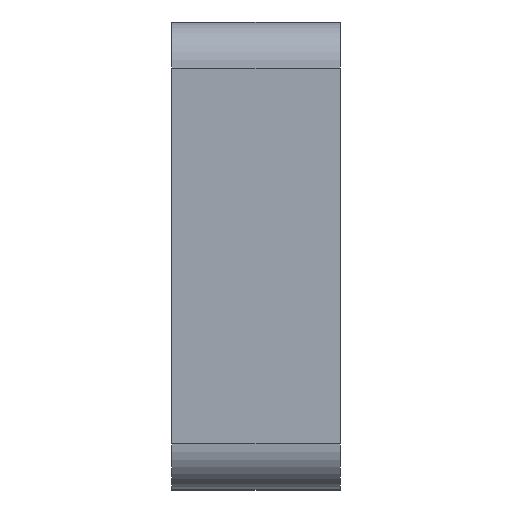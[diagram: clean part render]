
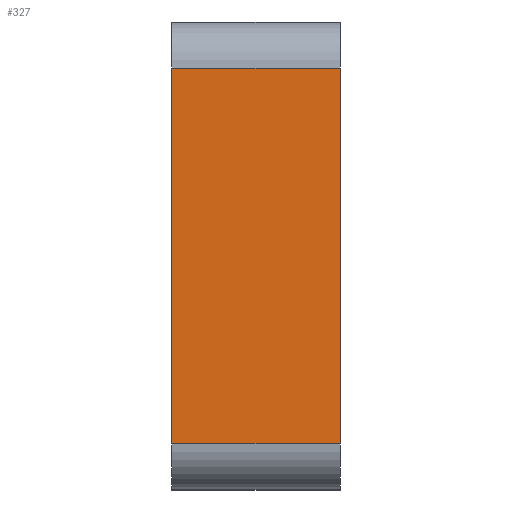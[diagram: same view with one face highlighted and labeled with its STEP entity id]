
A CAD part, left-side view. The second image highlights one B-rep face of the part: STEP entity #327.
In plain terms, the highlighted planar face has unit normal (-1, 0, 0).
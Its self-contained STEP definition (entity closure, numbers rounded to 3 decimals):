
#269=CARTESIAN_POINT('',(-9.6,-1.1,1.3));
#270=VERTEX_POINT('',#269);
#279=CARTESIAN_POINT('',(-9.6,1.1,1.3));
#280=VERTEX_POINT('',#279);
#288=CARTESIAN_POINT('',(-9.6,1.1,1.3));
#289=DIRECTION('',(0.0,-1.0,0.0));
#290=VECTOR('',#289,2.2);
#291=LINE('',#288,#290);
#292=EDGE_CURVE('',#280,#270,#291,.T.);
#297=CARTESIAN_POINT('',(-9.6,1.1,-3.6));
#298=DIRECTION('',(-1.0,0.0,0.0));
#299=DIRECTION('',(0.0,0.0,1.0));
#300=AXIS2_PLACEMENT_3D('',#297,#298,#299);
#301=PLANE('',#300);
#302=CARTESIAN_POINT('',(-9.6,-1.1,-3.6));
#303=VERTEX_POINT('',#302);
#304=CARTESIAN_POINT('',(-9.6,-1.1,-3.6));
#305=DIRECTION('',(0.0,0.0,1.0));
#306=VECTOR('',#305,4.9);
#307=LINE('',#304,#306);
#308=EDGE_CURVE('',#303,#270,#307,.T.);
#309=ORIENTED_EDGE('',*,*,#308,.T.);
#310=ORIENTED_EDGE('',*,*,#292,.F.);
#311=CARTESIAN_POINT('',(-9.6,1.1,-3.6));
#312=VERTEX_POINT('',#311);
#313=CARTESIAN_POINT('',(-9.6,1.1,1.3));
#314=DIRECTION('',(0.0,0.0,-1.0));
#315=VECTOR('',#314,4.9);
#316=LINE('',#313,#315);
#317=EDGE_CURVE('',#280,#312,#316,.T.);
#318=ORIENTED_EDGE('',*,*,#317,.T.);
#319=CARTESIAN_POINT('',(-9.6,1.1,-3.6));
#320=DIRECTION('',(0.0,-1.0,0.0));
#321=VECTOR('',#320,2.2);
#322=LINE('',#319,#321);
#323=EDGE_CURVE('',#312,#303,#322,.T.);
#324=ORIENTED_EDGE('',*,*,#323,.T.);
#325=EDGE_LOOP('',(#309,#310,#318,#324));
#326=FACE_OUTER_BOUND('',#325,.T.);
#327=ADVANCED_FACE('',(#326),#301,.T.);
